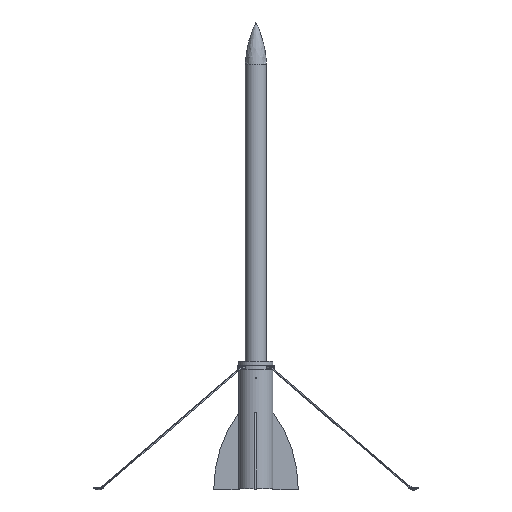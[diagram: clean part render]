
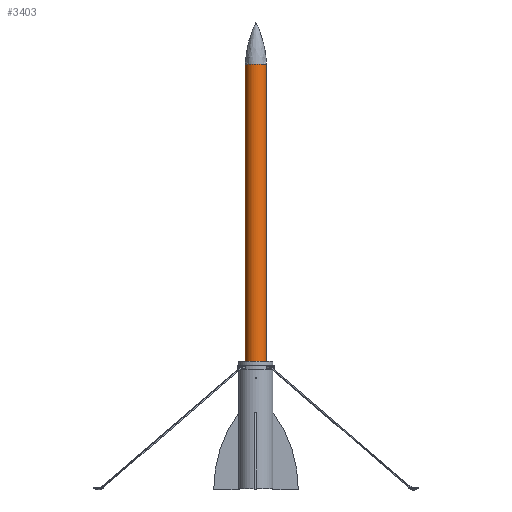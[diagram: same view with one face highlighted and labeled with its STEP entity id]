
A CAD part, front view. The second image highlights one B-rep face of the part: STEP entity #3403.
In plain terms, the highlighted cylindrical face has radius 25 mm (diameter 50 mm), a full revolution.
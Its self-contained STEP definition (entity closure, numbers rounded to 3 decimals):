
#115=CYLINDRICAL_SURFACE('',#3716,25.);
#227=CIRCLE('',#3710,25.);
#228=CIRCLE('',#3711,25.);
#230=CIRCLE('',#3714,25.);
#336=FACE_OUTER_BOUND('',#580,.T.);
#580=EDGE_LOOP('',(#2409,#2410,#2411,#2412,#2413,#2414,#2415));
#880=LINE('',#5214,#1225);
#881=LINE('',#5216,#1226);
#1225=VECTOR('',#4165,25.);
#1226=VECTOR('',#4166,10.);
#1562=VERTEX_POINT('',#5202);
#1563=VERTEX_POINT('',#5203);
#1565=VERTEX_POINT('',#5209);
#1567=VERTEX_POINT('',#5215);
#1884=EDGE_CURVE('',#1562,#1563,#227,.T.);
#1885=EDGE_CURVE('',#1563,#1562,#228,.T.);
#1887=EDGE_CURVE('',#1565,#1565,#230,.T.);
#1889=EDGE_CURVE('',#1565,#1563,#880,.T.);
#1890=EDGE_CURVE('',#1562,#1567,#881,.T.);
#2409=ORIENTED_EDGE('',*,*,#1887,.F.);
#2410=ORIENTED_EDGE('',*,*,#1889,.T.);
#2411=ORIENTED_EDGE('',*,*,#1885,.T.);
#2412=ORIENTED_EDGE('',*,*,#1890,.T.);
#2413=ORIENTED_EDGE('',*,*,#1890,.F.);
#2414=ORIENTED_EDGE('',*,*,#1884,.T.);
#2415=ORIENTED_EDGE('',*,*,#1889,.F.);
#3403=ADVANCED_FACE('',(#336),#115,.T.);
#3710=AXIS2_PLACEMENT_3D('',#5204,#4151,#4152);
#3711=AXIS2_PLACEMENT_3D('',#5205,#4153,#4154);
#3714=AXIS2_PLACEMENT_3D('',#5210,#4159,#4160);
#3716=AXIS2_PLACEMENT_3D('',#5213,#4163,#4164);
#4151=DIRECTION('center_axis',(0.,0.,1.));
#4152=DIRECTION('ref_axis',(1.,0.,0.));
#4153=DIRECTION('center_axis',(0.,0.,1.));
#4154=DIRECTION('ref_axis',(1.,0.,0.));
#4159=DIRECTION('center_axis',(0.,0.,1.));
#4160=DIRECTION('ref_axis',(1.,0.,0.));
#4163=DIRECTION('center_axis',(0.,0.,1.));
#4164=DIRECTION('ref_axis',(1.,0.,0.));
#4165=DIRECTION('',(0.,0.,-1.));
#4166=DIRECTION('',(0.,0.,1.));
#5202=CARTESIAN_POINT('',(25.,0.,0.));
#5203=CARTESIAN_POINT('',(-25.,0.,0.));
#5204=CARTESIAN_POINT('Origin',(0.,0.,0.));
#5205=CARTESIAN_POINT('Origin',(0.,0.,0.));
#5209=CARTESIAN_POINT('',(-25.,0.,1000.));
#5210=CARTESIAN_POINT('Origin',(0.,0.,1000.));
#5213=CARTESIAN_POINT('Origin',(0.,0.,0.));
#5214=CARTESIAN_POINT('',(-25.,0.,0.));
#5215=CARTESIAN_POINT('',(25.,0.,2.));
#5216=CARTESIAN_POINT('',(25.,0.,0.));
